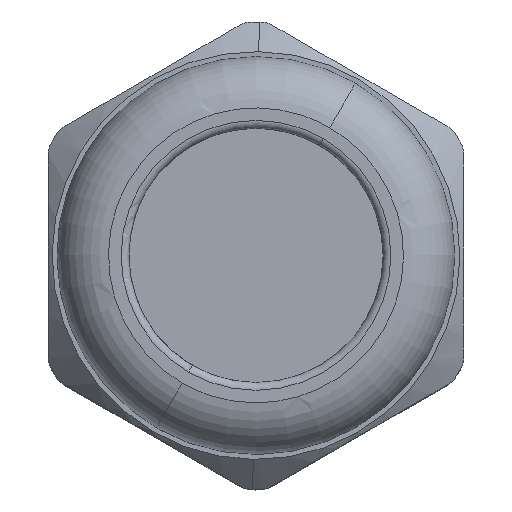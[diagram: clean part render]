
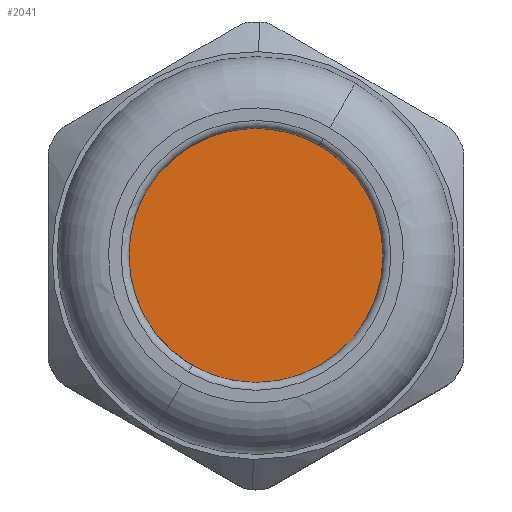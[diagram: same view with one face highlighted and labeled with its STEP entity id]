
A CAD part, top view. The second image highlights one B-rep face of the part: STEP entity #2041.
In plain terms, the highlighted planar face has unit normal (0, 0, 1).
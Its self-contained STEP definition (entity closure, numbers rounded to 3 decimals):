
#1967=AXIS2_PLACEMENT_3D('Circle Axis2P3D',#1965,#1966,$) ;
#2010=AXIS2_PLACEMENT_3D('Circle Axis2P3D',#2008,#2009,$) ;
#2035=AXIS2_PLACEMENT_3D('Plane Axis2P3D',#2032,#2033,#2034) ;
#1962=CARTESIAN_POINT('Vertex',(26.501,49.45,61.21)) ;
#1965=CARTESIAN_POINT('Axis2P3D Location',(26.5,29.85,61.21)) ;
#1969=CARTESIAN_POINT('Vertex',(26.499,10.25,61.21)) ;
#2008=CARTESIAN_POINT('Axis2P3D Location',(26.5,29.85,61.21)) ;
#2032=CARTESIAN_POINT('Axis2P3D Location',(26.5,29.85,61.21)) ;
#1966=DIRECTION('Axis2P3D Direction',(0.,0.,-1.)) ;
#2009=DIRECTION('Axis2P3D Direction',(0.,0.,-1.)) ;
#2033=DIRECTION('Axis2P3D Direction',(0.,0.,-1.)) ;
#2034=DIRECTION('Axis2P3D XDirection',(0.,1.,0.)) ;
#2038=ORIENTED_EDGE('',*,*,#1971,.F.) ;
#2039=ORIENTED_EDGE('',*,*,#2012,.F.) ;
#2041=ADVANCED_FACE('Koerper.2',(#2040),#2036,.F.) ;
#1968=CIRCLE('generated circle',#1967,19.6) ;
#2011=CIRCLE('generated circle',#2010,19.6) ;
#1971=EDGE_CURVE('',#1963,#1970,#1968,.T.) ;
#2012=EDGE_CURVE('',#1970,#1963,#2011,.T.) ;
#2037=EDGE_LOOP('',(#2038,#2039)) ;
#2040=FACE_OUTER_BOUND('',#2037,.T.) ;
#2036=PLANE('',#2035) ;
#1963=VERTEX_POINT('',#1962) ;
#1970=VERTEX_POINT('',#1969) ;
